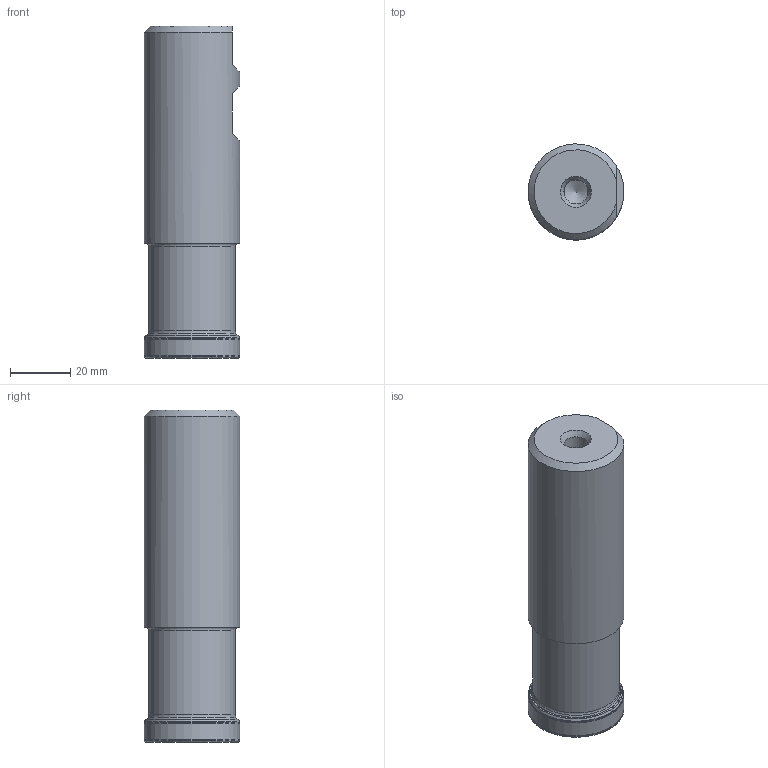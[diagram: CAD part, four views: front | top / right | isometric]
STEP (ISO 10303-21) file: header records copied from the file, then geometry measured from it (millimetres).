
FILE_DESCRIPTION(/* description */ (''),/* implementation_level */ '2;1');
FILE_NAME(/* name */ '125A4R150W125_ISTN10_C_115010428ndi000_00_SIM.stp',/* time_stamp */ '2019-12-10T14:27:36+01:00',/* author */ (''),/* organization */ (''),/* preprocessor_version */ 'ST-DEVELOPER v16.7',/* originating_system */ 'SIEMENS PLM Software NX 12.0',/* authorisation */ '');
FILE_SCHEMA (('AUTOMOTIVE_DESIGN { 1 0 10303 214 3 1 1 1 }'));
Length unit declared in the file: millimetre
Products named in the file (1): lf1940FC312Cakt3
Bounding box: 31.75 x 31.75 x 110 mm (x, y, z)
Volume: 79105.6 mm3; surface area: 16041.3 mm2
Topology: 2 solids, 2 shells, 64 faces, 134 edges, 72 vertices
Faces by surface type: revolution 39, cone 9, plane 7, torus 5, cylinder 4
Full cylindrical faces by diameter (mm): 8 x1, 28.75 x1, 30.35 x1, 31.75 x1
Entity records: 1643 total; most frequent: CARTESIAN_POINT 476, DIRECTION 221, ORIENTED_EDGE 142, EDGE_LOOP 121, FACE_BOUND 117, AXIS2_PLACEMENT_3D 87, EDGE_CURVE 71, VERTEX_POINT 68
